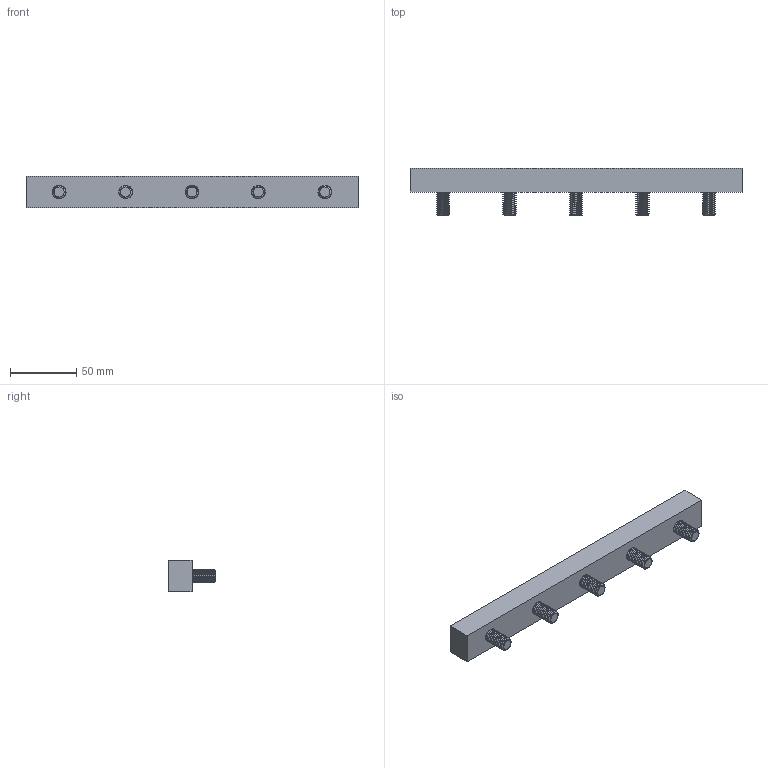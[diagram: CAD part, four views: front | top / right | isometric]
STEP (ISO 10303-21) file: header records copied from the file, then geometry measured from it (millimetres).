
FILE_DESCRIPTION (( 'STEP AP203' ), '1' );
FILE_NAME ('83300.STEP', '2021-09-14T15:34:18', ( '' ), ( '' ), 'SwSTEP 2.0', 'SolidWorks 2021', '' );
FILE_SCHEMA (( 'CONFIG_CONTROL_DESIGN' ));
Length unit declared in the file: inch
Products named in the file (3): 83300; 833001_833001; M1025MM SHCS_M1025MM SHCS
Assembly tree (6 placements, depth 2):
  83300
    833001_833001
    M1025MM SHCS_M1025MM SHCS  x5
Bounding box: 250 x 35.92 x 24 mm (x, y, z)
Volume: 109503.9 mm3; surface area: 36233.3 mm2
Topology: 6 solids, 6 shells, 516 faces, 1387 edges, 898 vertices
Faces by surface type: cylinder 365, cone 80, plane 61, bspline 10
Entity records: 6054 total; most frequent: CARTESIAN_POINT 2821, ORIENTED_EDGE 670, DIRECTION 525, EDGE_CURVE 335, VERTEX_POINT 218, AXIS2_PLACEMENT_3D 202, EDGE_LOOP 145, ADVANCED_FACE 128
